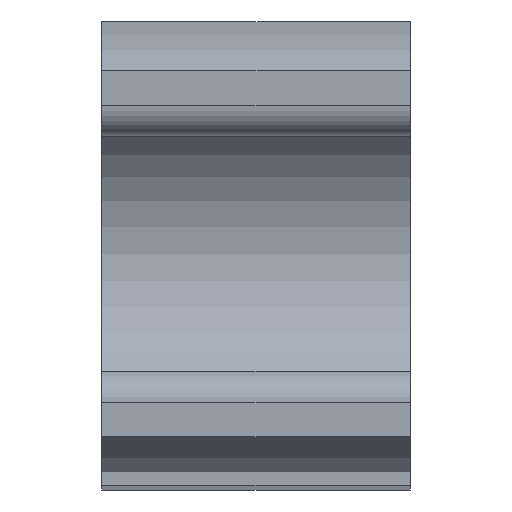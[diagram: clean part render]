
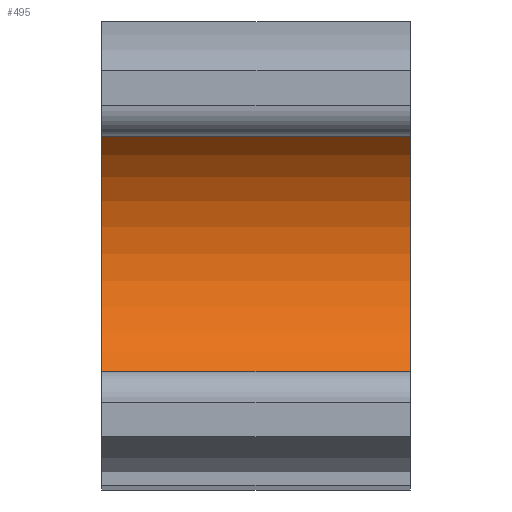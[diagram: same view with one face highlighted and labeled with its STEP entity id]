
A CAD part, top view. The second image highlights one B-rep face of the part: STEP entity #495.
In plain terms, the highlighted cylindrical face has radius 4 mm (diameter 8 mm), a partial arc.
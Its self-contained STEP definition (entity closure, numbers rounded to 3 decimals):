
#22 = DIRECTION ( 'NONE',  ( -1., 0., 0. ) ) ;
#83 = DIRECTION ( 'NONE',  ( -1., 0., 0. ) ) ;
#95 = ORIENTED_EDGE ( 'NONE', *, *, #702, .F. ) ;
#104 = DIRECTION ( 'NONE',  ( 0., -1., 0. ) ) ;
#167 = DIRECTION ( 'NONE',  ( 0., -1., 0. ) ) ;
#177 = CARTESIAN_POINT ( 'NONE',  ( -2.406, -22.332, 80. ) ) ;
#179 = ORIENTED_EDGE ( 'NONE', *, *, #648, .F. ) ;
#191 = CIRCLE ( 'NONE', #575, 4. ) ;
#242 = DIRECTION ( 'NONE',  ( -1., 0., 0. ) ) ;
#296 = DIRECTION ( 'NONE',  ( -1., 0., 0. ) ) ;
#302 = FACE_OUTER_BOUND ( 'NONE', #528, .T. ) ;
#337 = VECTOR ( 'NONE', #22, 1000. ) ;
#354 = CARTESIAN_POINT ( 'NONE',  ( -2.406, -14.332, 80. ) ) ;
#362 = LINE ( 'NONE', #858, #337 ) ;
#428 = LINE ( 'NONE', #354, #736 ) ;
#429 = DIRECTION ( 'NONE',  ( -1., 0., 0. ) ) ;
#438 = VERTEX_POINT ( 'NONE', #440 ) ;
#440 = CARTESIAN_POINT ( 'NONE',  ( -2.406, -14.332, 80. ) ) ;
#444 = CARTESIAN_POINT ( 'NONE',  ( -10.406, -18.332, 80. ) ) ;
#477 = EDGE_CURVE ( 'NONE', #438, #519, #428, .T. ) ;
#495 = ADVANCED_FACE ( 'NONE', ( #302 ), #782, .F. ) ;
#519 = VERTEX_POINT ( 'NONE', #787 ) ;
#528 = EDGE_LOOP ( 'NONE', ( #95, #855, #842, #179 ) ) ;
#575 = AXIS2_PLACEMENT_3D ( 'NONE', #647, #242, #104 ) ;
#629 = DIRECTION ( 'NONE',  ( 0., -1., 0. ) ) ;
#630 = VERTEX_POINT ( 'NONE', #675 ) ;
#634 = CARTESIAN_POINT ( 'NONE',  ( -2.406, -18.332, 80. ) ) ;
#647 = CARTESIAN_POINT ( 'NONE',  ( -2.406, -18.332, 80. ) ) ;
#648 = EDGE_CURVE ( 'NONE', #783, #630, #362, .T. ) ;
#675 = CARTESIAN_POINT ( 'NONE',  ( -10.406, -22.332, 80. ) ) ;
#677 = EDGE_CURVE ( 'NONE', #519, #630, #828, .T. ) ;
#702 = EDGE_CURVE ( 'NONE', #438, #783, #191, .T. ) ;
#736 = VECTOR ( 'NONE', #83, 1000. ) ;
#782 = CYLINDRICAL_SURFACE ( 'NONE', #849, 4. ) ;
#783 = VERTEX_POINT ( 'NONE', #177 ) ;
#787 = CARTESIAN_POINT ( 'NONE',  ( -10.406, -14.332, 80. ) ) ;
#828 = CIRCLE ( 'NONE', #857, 4. ) ;
#842 = ORIENTED_EDGE ( 'NONE', *, *, #677, .T. ) ;
#849 = AXIS2_PLACEMENT_3D ( 'NONE', #634, #296, #629 ) ;
#855 = ORIENTED_EDGE ( 'NONE', *, *, #477, .T. ) ;
#857 = AXIS2_PLACEMENT_3D ( 'NONE', #444, #429, #167 ) ;
#858 = CARTESIAN_POINT ( 'NONE',  ( -2.406, -22.332, 80. ) ) ;
